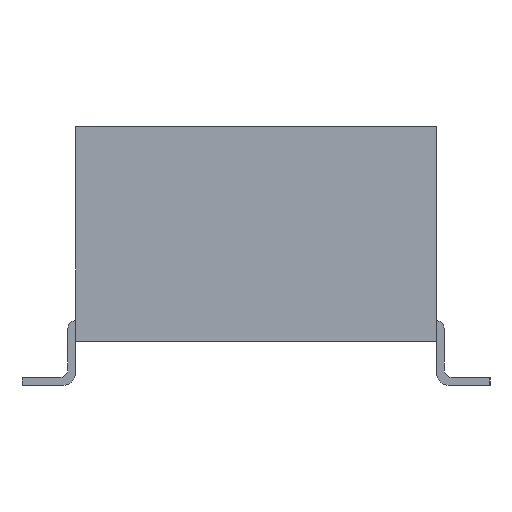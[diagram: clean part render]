
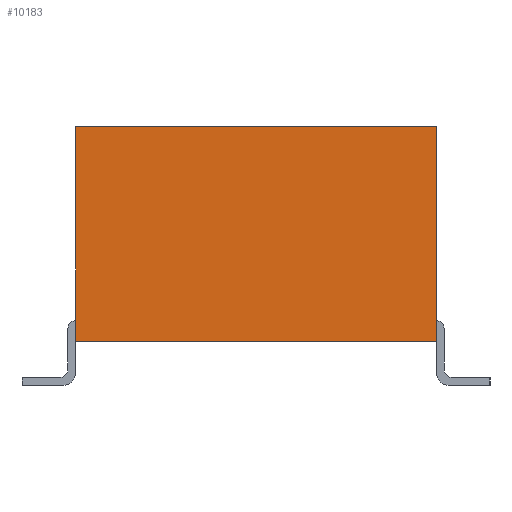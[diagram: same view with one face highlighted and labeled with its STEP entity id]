
A CAD part, left-side view. The second image highlights one B-rep face of the part: STEP entity #10183.
In plain terms, the highlighted planar face has unit normal (-1, 0, 0).
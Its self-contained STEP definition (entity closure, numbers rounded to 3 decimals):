
#697=FACE_OUTER_BOUND('',#1343,.T.);
#1343=EDGE_LOOP('',(#7559,#7560,#7561,#7562));
#2233=LINE('',#15408,#3445);
#2234=LINE('',#15411,#3446);
#2235=LINE('',#15413,#3447);
#2236=LINE('',#15414,#3448);
#3445=VECTOR('',#12379,10.);
#3446=VECTOR('',#12382,10.);
#3447=VECTOR('',#12383,10.);
#3448=VECTOR('',#12384,10.);
#4495=VERTEX_POINT('',#15404);
#4496=VERTEX_POINT('',#15406);
#4497=VERTEX_POINT('',#15410);
#4498=VERTEX_POINT('',#15412);
#5625=EDGE_CURVE('',#4495,#4496,#2233,.T.);
#5626=EDGE_CURVE('',#4495,#4497,#2234,.T.);
#5627=EDGE_CURVE('',#4498,#4496,#2235,.T.);
#5628=EDGE_CURVE('',#4497,#4498,#2236,.T.);
#7559=ORIENTED_EDGE('',*,*,#5626,.F.);
#7560=ORIENTED_EDGE('',*,*,#5625,.T.);
#7561=ORIENTED_EDGE('',*,*,#5627,.F.);
#7562=ORIENTED_EDGE('',*,*,#5628,.F.);
#9697=PLANE('',#10843);
#10183=ADVANCED_FACE('',(#697),#9697,.T.);
#10843=AXIS2_PLACEMENT_3D('',#15409,#12380,#12381);
#12379=DIRECTION('',(0.,0.,1.));
#12380=DIRECTION('center_axis',(-1.,0.,0.));
#12381=DIRECTION('ref_axis',(0.,-1.,0.));
#12382=DIRECTION('',(0.,1.,0.));
#12383=DIRECTION('',(0.,-1.,0.));
#12384=DIRECTION('',(0.,0.,1.));
#15404=CARTESIAN_POINT('',(-25.36,-4.2,1.03));
#15406=CARTESIAN_POINT('',(-25.36,-4.2,6.03));
#15408=CARTESIAN_POINT('',(-25.36,-4.2,1.03));
#15409=CARTESIAN_POINT('Origin',(-25.36,4.2,1.03));
#15410=CARTESIAN_POINT('',(-25.36,4.2,1.03));
#15411=CARTESIAN_POINT('',(-25.36,-4.2,1.03));
#15412=CARTESIAN_POINT('',(-25.36,4.2,6.03));
#15413=CARTESIAN_POINT('',(-25.36,-4.2,6.03));
#15414=CARTESIAN_POINT('',(-25.36,4.2,1.03));
